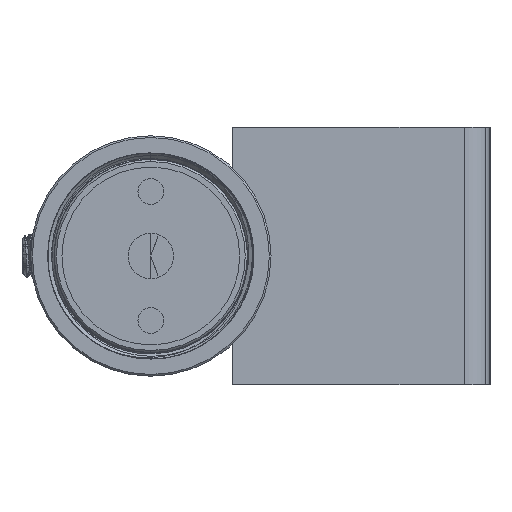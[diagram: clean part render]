
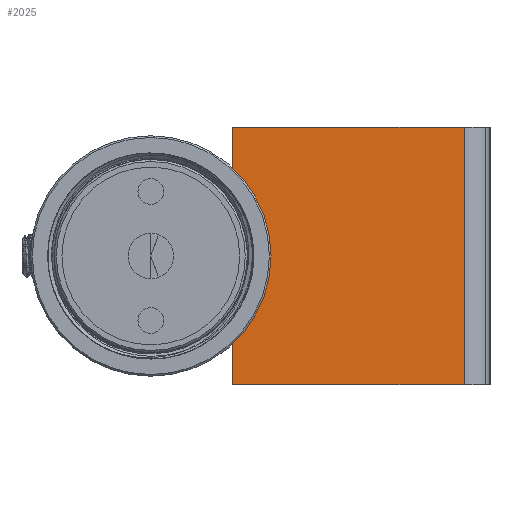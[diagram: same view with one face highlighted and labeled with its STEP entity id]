
A CAD part, left-side view. The second image highlights one B-rep face of the part: STEP entity #2025.
In plain terms, the highlighted face is planar.
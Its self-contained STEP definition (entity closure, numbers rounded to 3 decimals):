
#1273 = CARTESIAN_POINT ( 'NONE',  ( 10.5, 0., 15. ) ) ;
#1425 = VECTOR ( 'NONE', #4107, 1000. ) ;
#2025 = ADVANCED_FACE ( 'NONE', ( #7241 ), #6905, .F. ) ;
#2190 = VERTEX_POINT ( 'NONE', #13987 ) ;
#2659 = LINE ( 'NONE', #15270, #19558 ) ;
#3030 = EDGE_CURVE ( 'NONE', #6427, #2190, #13606, .T. ) ;
#3641 = EDGE_LOOP ( 'NONE', ( #12266, #20782, #4202, #11376 ) ) ;
#4107 = DIRECTION ( 'NONE',  ( 0., 0., -1. ) ) ;
#4202 = ORIENTED_EDGE ( 'NONE', *, *, #7700, .T. ) ;
#4901 = VECTOR ( 'NONE', #12752, 1000. ) ;
#5616 = CARTESIAN_POINT ( 'NONE',  ( 10.5, -27., 15. ) ) ;
#6193 = CARTESIAN_POINT ( 'NONE',  ( 10.5, -27., 15. ) ) ;
#6427 = VERTEX_POINT ( 'NONE', #6193 ) ;
#6806 = LINE ( 'NONE', #5616, #1425 ) ;
#6905 = PLANE ( 'NONE',  #12967 ) ;
#7138 = VECTOR ( 'NONE', #12768, 1000. ) ;
#7241 = FACE_OUTER_BOUND ( 'NONE', #3641, .T. ) ;
#7700 = EDGE_CURVE ( 'NONE', #18409, #8486, #2659, .T. ) ;
#7927 = CARTESIAN_POINT ( 'NONE',  ( 10.5, 0., 15. ) ) ;
#8473 = CARTESIAN_POINT ( 'NONE',  ( 10.5, 0., 15. ) ) ;
#8486 = VERTEX_POINT ( 'NONE', #12787 ) ;
#10026 = EDGE_CURVE ( 'NONE', #2190, #8486, #17876, .T. ) ;
#11376 = ORIENTED_EDGE ( 'NONE', *, *, #10026, .F. ) ;
#12266 = ORIENTED_EDGE ( 'NONE', *, *, #3030, .F. ) ;
#12752 = DIRECTION ( 'NONE',  ( 0., 1., 0. ) ) ;
#12768 = DIRECTION ( 'NONE',  ( 0., 0., -1. ) ) ;
#12787 = CARTESIAN_POINT ( 'NONE',  ( 10.5, 0., -15. ) ) ;
#12967 = AXIS2_PLACEMENT_3D ( 'NONE', #8473, #14999, #20126 ) ;
#13606 = LINE ( 'NONE', #1273, #4901 ) ;
#13922 = CARTESIAN_POINT ( 'NONE',  ( 10.5, -27., -15. ) ) ;
#13987 = CARTESIAN_POINT ( 'NONE',  ( 10.5, 0., 15. ) ) ;
#14999 = DIRECTION ( 'NONE',  ( -1., 0., 0. ) ) ;
#15270 = CARTESIAN_POINT ( 'NONE',  ( 10.5, 0., -15. ) ) ;
#16343 = EDGE_CURVE ( 'NONE', #6427, #18409, #6806, .T. ) ;
#16915 = DIRECTION ( 'NONE',  ( 0., 1., 0. ) ) ;
#17876 = LINE ( 'NONE', #7927, #7138 ) ;
#18409 = VERTEX_POINT ( 'NONE', #13922 ) ;
#19558 = VECTOR ( 'NONE', #16915, 1000. ) ;
#20126 = DIRECTION ( 'NONE',  ( 0., -1., 0. ) ) ;
#20782 = ORIENTED_EDGE ( 'NONE', *, *, #16343, .T. ) ;
